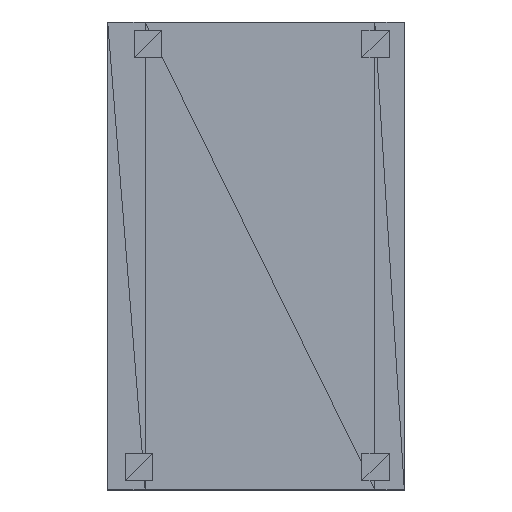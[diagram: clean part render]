
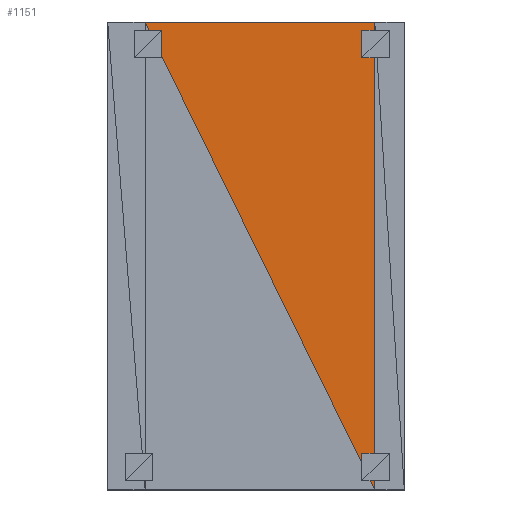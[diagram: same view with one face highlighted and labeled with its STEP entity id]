
A CAD part, top view. The second image highlights one B-rep face of the part: STEP entity #1151.
In plain terms, the highlighted planar face has unit normal (0, 0, 1).
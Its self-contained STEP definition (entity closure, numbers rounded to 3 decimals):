
#51 = VERTEX_POINT('',#52);
#52 = CARTESIAN_POINT('',(18.725,34.025,
    -5.468));
#234 = PLANE('',#235);
#235 = AXIS2_PLACEMENT_3D('',#236,#237,#238);
#236 = CARTESIAN_POINT('',(-2.689,34.025,
    -6.87));
#237 = DIRECTION('',(0.,1.,0.));
#238 = DIRECTION('',(0.,0.,1.));
#449 = VERTEX_POINT('',#450);
#450 = CARTESIAN_POINT('',(-17.475,34.025,
    -5.468));
#501 = EDGE_CURVE('',#449,#51,#502,.T.);
#502 = SURFACE_CURVE('',#503,(#507,#514),.PCURVE_S1.);
#503 = LINE('',#504,#505);
#504 = CARTESIAN_POINT('',(-17.475,34.025,
    -5.468));
#505 = VECTOR('',#506,1.);
#506 = DIRECTION('',(1.,0.,0.));
#507 = PCURVE('',#234,#508);
#508 = DEFINITIONAL_REPRESENTATION('',(#509),#513);
#509 = LINE('',#510,#511);
#510 = CARTESIAN_POINT('',(1.402,-14.786));
#511 = VECTOR('',#512,1.);
#512 = DIRECTION('',(0.,1.));
#513 = ( GEOMETRIC_REPRESENTATION_CONTEXT(2) 
PARAMETRIC_REPRESENTATION_CONTEXT() REPRESENTATION_CONTEXT('2D SPACE',''
  ) );
#514 = PCURVE('',#515,#520);
#515 = PLANE('',#516);
#516 = AXIS2_PLACEMENT_3D('',#517,#518,#519);
#517 = CARTESIAN_POINT('',(7.573,4.096,-5.468)
  );
#518 = DIRECTION('',(0.,0.,1.));
#519 = DIRECTION('',(1.,0.,0.));
#520 = DEFINITIONAL_REPRESENTATION('',(#521),#524);
#521 = B_SPLINE_CURVE_WITH_KNOTS('',1,(#522,#523),.UNSPECIFIED.,.F.,.F.,
  (2,2),(0.,36.2),.PIECEWISE_BEZIER_KNOTS.);
#522 = CARTESIAN_POINT('',(-25.049,29.929));
#523 = CARTESIAN_POINT('',(11.151,29.929));
#524 = ( GEOMETRIC_REPRESENTATION_CONTEXT(2) 
PARAMETRIC_REPRESENTATION_CONTEXT() REPRESENTATION_CONTEXT('2D SPACE',''
  ) );
#739 = VERTEX_POINT('',#740);
#740 = CARTESIAN_POINT('',(18.725,-39.73,
    -5.468));
#780 = PLANE('',#781);
#781 = AXIS2_PLACEMENT_3D('',#782,#783,#784);
#782 = CARTESIAN_POINT('',(18.725,-3.52,
    -4.775));
#783 = DIRECTION('',(-1.,-0.,-0.));
#784 = DIRECTION('',(0.,0.,-1.));
#885 = PLANE('',#886);
#886 = AXIS2_PLACEMENT_3D('',#887,#888,#889);
#887 = CARTESIAN_POINT('',(-6.324,-9.801,
    -5.468));
#888 = DIRECTION('',(0.,0.,1.));
#889 = DIRECTION('',(1.,0.,0.));
#1125 = EDGE_CURVE('',#51,#739,#1126,.T.);
#1126 = SURFACE_CURVE('',#1127,(#1131,#1138),.PCURVE_S1.);
#1127 = LINE('',#1128,#1129);
#1128 = CARTESIAN_POINT('',(18.725,34.025,
    -5.468));
#1129 = VECTOR('',#1130,1.);
#1130 = DIRECTION('',(0.,-1.,0.));
#1131 = PCURVE('',#780,#1132);
#1132 = DEFINITIONAL_REPRESENTATION('',(#1133),#1137);
#1133 = LINE('',#1134,#1135);
#1134 = CARTESIAN_POINT('',(0.693,-37.545));
#1135 = VECTOR('',#1136,1.);
#1136 = DIRECTION('',(0.,1.));
#1137 = ( GEOMETRIC_REPRESENTATION_CONTEXT(2) 
PARAMETRIC_REPRESENTATION_CONTEXT() REPRESENTATION_CONTEXT('2D SPACE',''
  ) );
#1138 = PCURVE('',#515,#1139);
#1139 = DEFINITIONAL_REPRESENTATION('',(#1140),#1143);
#1140 = B_SPLINE_CURVE_WITH_KNOTS('',1,(#1141,#1142),.UNSPECIFIED.,.F.,
  .F.,(2,2),(0.,73.755),.PIECEWISE_BEZIER_KNOTS.);
#1141 = CARTESIAN_POINT('',(11.151,29.929));
#1142 = CARTESIAN_POINT('',(11.151,-43.826));
#1143 = ( GEOMETRIC_REPRESENTATION_CONTEXT(2) 
PARAMETRIC_REPRESENTATION_CONTEXT() REPRESENTATION_CONTEXT('2D SPACE',''
  ) );
#1151 = ADVANCED_FACE('',(#1152),#515,.T.);
#1152 = FACE_BOUND('',#1153,.T.);
#1153 = EDGE_LOOP('',(#1154,#1174,#1175));
#1154 = ORIENTED_EDGE('',*,*,#1155,.T.);
#1155 = EDGE_CURVE('',#449,#739,#1156,.T.);
#1156 = SURFACE_CURVE('',#1157,(#1161,#1168),.PCURVE_S1.);
#1157 = LINE('',#1158,#1159);
#1158 = CARTESIAN_POINT('',(-17.475,34.025,
    -5.468));
#1159 = VECTOR('',#1160,1.);
#1160 = DIRECTION('',(0.441,-0.898,0.));
#1161 = PCURVE('',#515,#1162);
#1162 = DEFINITIONAL_REPRESENTATION('',(#1163),#1167);
#1163 = LINE('',#1164,#1165);
#1164 = CARTESIAN_POINT('',(-25.049,29.929));
#1165 = VECTOR('',#1166,1.);
#1166 = DIRECTION('',(0.441,-0.898));
#1167 = ( GEOMETRIC_REPRESENTATION_CONTEXT(2) 
PARAMETRIC_REPRESENTATION_CONTEXT() REPRESENTATION_CONTEXT('2D SPACE',''
  ) );
#1168 = PCURVE('',#885,#1169);
#1169 = DEFINITIONAL_REPRESENTATION('',(#1170),#1173);
#1170 = B_SPLINE_CURVE_WITH_KNOTS('',1,(#1171,#1172),.UNSPECIFIED.,.F.,
  .F.,(2,2),(0.,82.16),.PIECEWISE_BEZIER_KNOTS.);
#1171 = CARTESIAN_POINT('',(-11.151,43.826));
#1172 = CARTESIAN_POINT('',(25.049,-29.929));
#1173 = ( GEOMETRIC_REPRESENTATION_CONTEXT(2) 
PARAMETRIC_REPRESENTATION_CONTEXT() REPRESENTATION_CONTEXT('2D SPACE',''
  ) );
#1174 = ORIENTED_EDGE('',*,*,#1125,.F.);
#1175 = ORIENTED_EDGE('',*,*,#501,.F.);
